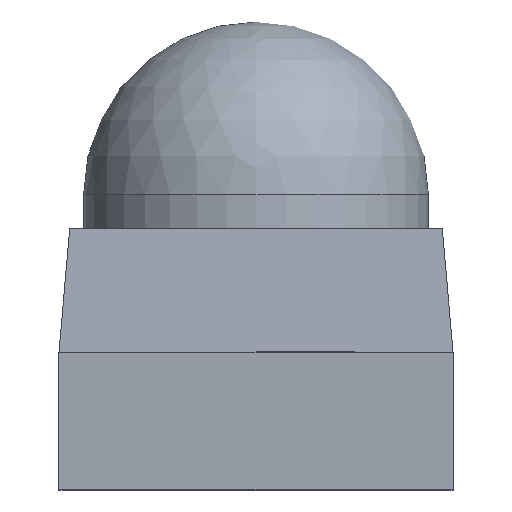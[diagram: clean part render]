
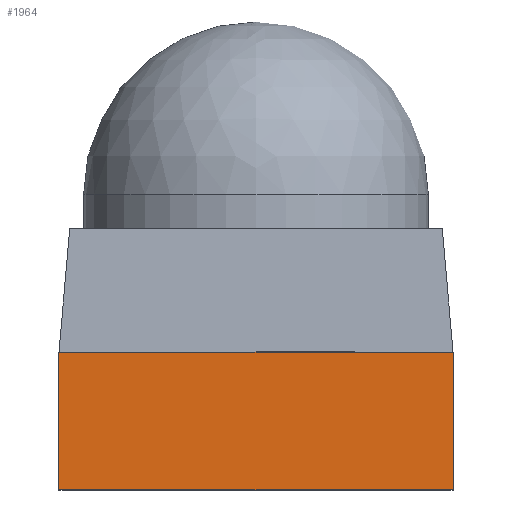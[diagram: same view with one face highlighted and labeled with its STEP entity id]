
A CAD part, front view. The second image highlights one B-rep face of the part: STEP entity #1964.
In plain terms, the highlighted planar face has unit normal (0, -1, 0).
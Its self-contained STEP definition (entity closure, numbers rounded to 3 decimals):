
#337=ORIENTED_EDGE('',*,*,#643,.F.);
#338=ORIENTED_EDGE('',*,*,#641,.F.);
#339=ORIENTED_EDGE('',*,*,#644,.F.);
#340=ORIENTED_EDGE('',*,*,#645,.T.);
#641=EDGE_CURVE('',#815,#816,#1012,.T.);
#643=EDGE_CURVE('',#816,#817,#1014,.T.);
#644=EDGE_CURVE('',#818,#815,#1015,.T.);
#645=EDGE_CURVE('',#818,#817,#1016,.T.);
#815=VERTEX_POINT('',#2822);
#816=VERTEX_POINT('',#2824);
#817=VERTEX_POINT('',#2828);
#818=VERTEX_POINT('',#2830);
#1012=LINE('',#2823,#1233);
#1014=LINE('',#2827,#1235);
#1015=LINE('',#2829,#1236);
#1016=LINE('',#2831,#1237);
#1233=VECTOR('',#2369,1000.);
#1235=VECTOR('',#2373,1000.);
#1236=VECTOR('',#2374,1000.);
#1237=VECTOR('',#2375,1000.);
#1356=EDGE_LOOP('',(#337,#338,#339,#340));
#1445=FACE_BOUND('',#1356,.T.);
#1533=PLANE('',#2070);
#1964=ADVANCED_FACE('',(#1445),#1533,.T.);
#2070=AXIS2_PLACEMENT_3D('',#2826,#2371,#2372);
#2369=DIRECTION('',(0.,0.,-1.));
#2371=DIRECTION('',(0.,-1.,0.));
#2372=DIRECTION('',(0.,0.,-1.));
#2373=DIRECTION('',(-1.,0.,0.));
#2374=DIRECTION('',(1.,0.,0.));
#2375=DIRECTION('',(0.,0.,-1.));
#2822=CARTESIAN_POINT('',(0.4,-0.8,0.28));
#2823=CARTESIAN_POINT('',(0.4,-0.8,0.01));
#2824=CARTESIAN_POINT('',(0.4,-0.8,0.));
#2826=CARTESIAN_POINT('',(0.4,-0.8,0.01));
#2827=CARTESIAN_POINT('',(0.4,-0.8,0.));
#2828=CARTESIAN_POINT('',(-0.4,-0.8,0.));
#2829=CARTESIAN_POINT('',(-0.4,-0.8,0.28));
#2830=CARTESIAN_POINT('',(-0.4,-0.8,0.28));
#2831=CARTESIAN_POINT('',(-0.4,-0.8,0.01));
